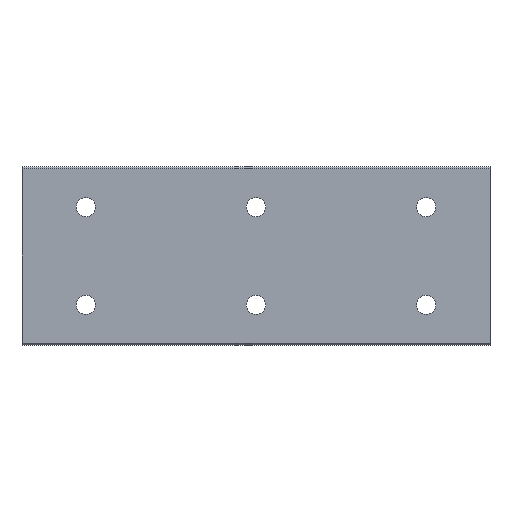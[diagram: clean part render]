
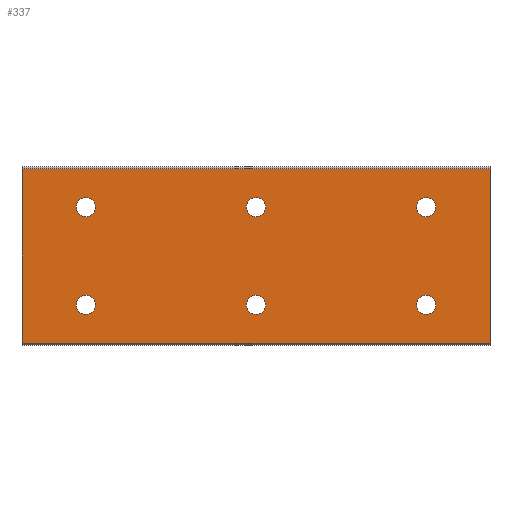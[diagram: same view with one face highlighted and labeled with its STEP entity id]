
A CAD part, front view. The second image highlights one B-rep face of the part: STEP entity #337.
In plain terms, the highlighted planar face has unit normal (0, -1, 0).
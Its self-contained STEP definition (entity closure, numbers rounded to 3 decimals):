
#6 = CARTESIAN_POINT ( 'NONE',  ( -15., 0., 20.5 ) ) ;
#8 = ORIENTED_EDGE ( 'NONE', *, *, #99, .F. ) ;
#27 = AXIS2_PLACEMENT_3D ( 'NONE', #928, #371, #918 ) ;
#32 = DIRECTION ( 'NONE',  ( 0., 0., 1. ) ) ;
#47 = DIRECTION ( 'NONE',  ( 0., -1., 0. ) ) ;
#59 = DIRECTION ( 'NONE',  ( 0., 0., 1. ) ) ;
#79 = ORIENTED_EDGE ( 'NONE', *, *, #1584, .F. ) ;
#91 = CIRCLE ( 'NONE', #153, 2.25 ) ;
#99 = EDGE_CURVE ( 'NONE', #366, #1441, #760, .T. ) ;
#107 = EDGE_CURVE ( 'NONE', #547, #508, #91, .T. ) ;
#152 = DIRECTION ( 'NONE',  ( 0., 0., 1. ) ) ;
#153 = AXIS2_PLACEMENT_3D ( 'NONE', #948, #655, #1735 ) ;
#163 = VERTEX_POINT ( 'NONE', #912 ) ;
#165 = EDGE_CURVE ( 'NONE', #841, #1634, #1044, .T. ) ;
#166 = ORIENTED_EDGE ( 'NONE', *, *, #107, .F. ) ;
#169 = DIRECTION ( 'NONE',  ( 0., 0., 1. ) ) ;
#195 = PLANE ( 'NONE',  #1365 ) ;
#206 = DIRECTION ( 'NONE',  ( 0., 0., -1. ) ) ;
#209 = CARTESIAN_POINT ( 'NONE',  ( 95., 0., -20.5 ) ) ;
#211 = EDGE_CURVE ( 'NONE', #812, #1395, #1224, .T. ) ;
#223 = CARTESIAN_POINT ( 'NONE',  ( 0., 0., -11.5 ) ) ;
#243 = DIRECTION ( 'NONE',  ( 0., -1., 0. ) ) ;
#246 = EDGE_CURVE ( 'NONE', #1693, #1650, #293, .T. ) ;
#255 = EDGE_LOOP ( 'NONE', ( #306, #1540 ) ) ;
#293 = CIRCLE ( 'NONE', #1364, 2.25 ) ;
#303 = EDGE_CURVE ( 'NONE', #1343, #163, #565, .T. ) ;
#306 = ORIENTED_EDGE ( 'NONE', *, *, #246, .F. ) ;
#316 = EDGE_LOOP ( 'NONE', ( #695, #8 ) ) ;
#317 = AXIS2_PLACEMENT_3D ( 'NONE', #1396, #1114, #694 ) ;
#322 = DIRECTION ( 'NONE',  ( 0., 1., 0. ) ) ;
#329 = EDGE_LOOP ( 'NONE', ( #562, #79, #1549, #1671 ) ) ;
#332 = CIRCLE ( 'NONE', #610, 2.25 ) ;
#337 = ADVANCED_FACE ( 'NONE', ( #1097, #1623, #424, #1000, #1273, #1132, #1402 ), #195, .F. ) ;
#347 = AXIS2_PLACEMENT_3D ( 'NONE', #846, #1256, #152 ) ;
#357 = ORIENTED_EDGE ( 'NONE', *, *, #476, .F. ) ;
#361 = VECTOR ( 'NONE', #463, 1000. ) ;
#366 = VERTEX_POINT ( 'NONE', #1611 ) ;
#371 = DIRECTION ( 'NONE',  ( 0., -1., 0. ) ) ;
#372 = CARTESIAN_POINT ( 'NONE',  ( 95., 0., 20.5 ) ) ;
#379 = DIRECTION ( 'NONE',  ( 0., 0., 1. ) ) ;
#386 = CARTESIAN_POINT ( 'NONE',  ( 0., 0., -9.25 ) ) ;
#417 = AXIS2_PLACEMENT_3D ( 'NONE', #1469, #243, #1461 ) ;
#424 = FACE_BOUND ( 'NONE', #907, .T. ) ;
#443 = CARTESIAN_POINT ( 'NONE',  ( 0., 0., 13.75 ) ) ;
#463 = DIRECTION ( 'NONE',  ( -1., 0., 0. ) ) ;
#467 = CIRCLE ( 'NONE', #774, 2.25 ) ;
#476 = EDGE_CURVE ( 'NONE', #1395, #812, #1023, .T. ) ;
#480 = DIRECTION ( 'NONE',  ( 0., 0., 1. ) ) ;
#508 = VERTEX_POINT ( 'NONE', #443 ) ;
#524 = VECTOR ( 'NONE', #32, 1000. ) ;
#525 = CIRCLE ( 'NONE', #417, 2.25 ) ;
#539 = DIRECTION ( 'NONE',  ( 0., 0., 1. ) ) ;
#543 = EDGE_CURVE ( 'NONE', #163, #1343, #1048, .T. ) ;
#547 = VERTEX_POINT ( 'NONE', #1128 ) ;
#559 = DIRECTION ( 'NONE',  ( 0., 0., 1. ) ) ;
#562 = ORIENTED_EDGE ( 'NONE', *, *, #1116, .F. ) ;
#565 = CIRCLE ( 'NONE', #347, 2.25 ) ;
#575 = LINE ( 'NONE', #6, #524 ) ;
#586 = ORIENTED_EDGE ( 'NONE', *, *, #1721, .F. ) ;
#610 = AXIS2_PLACEMENT_3D ( 'NONE', #1121, #1659, #1167 ) ;
#653 = CARTESIAN_POINT ( 'NONE',  ( 95., 0., 20.5 ) ) ;
#655 = DIRECTION ( 'NONE',  ( 0., -1., 0. ) ) ;
#691 = ORIENTED_EDGE ( 'NONE', *, *, #911, .F. ) ;
#694 = DIRECTION ( 'NONE',  ( 0., 0., 1. ) ) ;
#695 = ORIENTED_EDGE ( 'NONE', *, *, #1265, .F. ) ;
#696 = CARTESIAN_POINT ( 'NONE',  ( 80., 0., -13.75 ) ) ;
#707 = CARTESIAN_POINT ( 'NONE',  ( 80., 0., 9.25 ) ) ;
#718 = CARTESIAN_POINT ( 'NONE',  ( 95., 0., 20.5 ) ) ;
#724 = VECTOR ( 'NONE', #206, 1000. ) ;
#760 = CIRCLE ( 'NONE', #1193, 2.25 ) ;
#774 = AXIS2_PLACEMENT_3D ( 'NONE', #223, #1005, #480 ) ;
#794 = CARTESIAN_POINT ( 'NONE',  ( 40., 0., -9.25 ) ) ;
#803 = CARTESIAN_POINT ( 'NONE',  ( 80., 0., 11.5 ) ) ;
#812 = VERTEX_POINT ( 'NONE', #707 ) ;
#821 = VERTEX_POINT ( 'NONE', #1140 ) ;
#823 = CARTESIAN_POINT ( 'NONE',  ( 80., 0., 13.75 ) ) ;
#824 = CARTESIAN_POINT ( 'NONE',  ( 40., 0., -11.5 ) ) ;
#841 = VERTEX_POINT ( 'NONE', #1547 ) ;
#846 = CARTESIAN_POINT ( 'NONE',  ( 40., 0., -11.5 ) ) ;
#861 = CARTESIAN_POINT ( 'NONE',  ( -15., 0., -20.5 ) ) ;
#866 = CIRCLE ( 'NONE', #1122, 2.25 ) ;
#896 = CIRCLE ( 'NONE', #27, 2.25 ) ;
#907 = EDGE_LOOP ( 'NONE', ( #1576, #1181 ) ) ;
#911 = EDGE_CURVE ( 'NONE', #508, #547, #332, .T. ) ;
#912 = CARTESIAN_POINT ( 'NONE',  ( 40., 0., -13.75 ) ) ;
#918 = DIRECTION ( 'NONE',  ( 0., 0., 1. ) ) ;
#928 = CARTESIAN_POINT ( 'NONE',  ( 80., 0., -11.5 ) ) ;
#932 = CARTESIAN_POINT ( 'NONE',  ( 40., 0., 11.5 ) ) ;
#937 = ORIENTED_EDGE ( 'NONE', *, *, #211, .F. ) ;
#948 = CARTESIAN_POINT ( 'NONE',  ( 0., 0., 11.5 ) ) ;
#1000 = FACE_BOUND ( 'NONE', #1729, .T. ) ;
#1002 = LINE ( 'NONE', #1541, #724 ) ;
#1005 = DIRECTION ( 'NONE',  ( 0., -1., 0. ) ) ;
#1023 = CIRCLE ( 'NONE', #1283, 2.25 ) ;
#1033 = CARTESIAN_POINT ( 'NONE',  ( 0., 0., -13.75 ) ) ;
#1044 = LINE ( 'NONE', #372, #1073 ) ;
#1048 = CIRCLE ( 'NONE', #1105, 2.25 ) ;
#1070 = DIRECTION ( 'NONE',  ( 0., 0., 1. ) ) ;
#1073 = VECTOR ( 'NONE', #1454, 1000. ) ;
#1085 = EDGE_CURVE ( 'NONE', #1650, #1693, #467, .T. ) ;
#1097 = FACE_OUTER_BOUND ( 'NONE', #329, .T. ) ;
#1105 = AXIS2_PLACEMENT_3D ( 'NONE', #824, #1399, #559 ) ;
#1109 = ORIENTED_EDGE ( 'NONE', *, *, #1711, .F. ) ;
#1113 = VERTEX_POINT ( 'NONE', #861 ) ;
#1114 = DIRECTION ( 'NONE',  ( 0., -1., 0. ) ) ;
#1116 = EDGE_CURVE ( 'NONE', #821, #1113, #1279, .T. ) ;
#1121 = CARTESIAN_POINT ( 'NONE',  ( 0., 0., 11.5 ) ) ;
#1122 = AXIS2_PLACEMENT_3D ( 'NONE', #932, #1581, #379 ) ;
#1125 = CARTESIAN_POINT ( 'NONE',  ( 0., 0., -11.5 ) ) ;
#1128 = CARTESIAN_POINT ( 'NONE',  ( 0., 0., 9.25 ) ) ;
#1132 = FACE_BOUND ( 'NONE', #1328, .T. ) ;
#1140 = CARTESIAN_POINT ( 'NONE',  ( 95., 0., -20.5 ) ) ;
#1167 = DIRECTION ( 'NONE',  ( 0., 0., 1. ) ) ;
#1181 = ORIENTED_EDGE ( 'NONE', *, *, #543, .F. ) ;
#1193 = AXIS2_PLACEMENT_3D ( 'NONE', #1598, #1716, #539 ) ;
#1202 = DIRECTION ( 'NONE',  ( 0., -1., 0. ) ) ;
#1224 = CIRCLE ( 'NONE', #317, 2.25 ) ;
#1256 = DIRECTION ( 'NONE',  ( 0., -1., 0. ) ) ;
#1258 = CARTESIAN_POINT ( 'NONE',  ( 40., 0., 13.75 ) ) ;
#1265 = EDGE_CURVE ( 'NONE', #1441, #366, #866, .T. ) ;
#1273 = FACE_BOUND ( 'NONE', #316, .T. ) ;
#1279 = LINE ( 'NONE', #209, #361 ) ;
#1283 = AXIS2_PLACEMENT_3D ( 'NONE', #803, #1202, #1070 ) ;
#1328 = EDGE_LOOP ( 'NONE', ( #691, #166 ) ) ;
#1335 = CARTESIAN_POINT ( 'NONE',  ( 80., 0., -9.25 ) ) ;
#1343 = VERTEX_POINT ( 'NONE', #794 ) ;
#1364 = AXIS2_PLACEMENT_3D ( 'NONE', #1125, #47, #169 ) ;
#1365 = AXIS2_PLACEMENT_3D ( 'NONE', #718, #322, #59 ) ;
#1395 = VERTEX_POINT ( 'NONE', #823 ) ;
#1396 = CARTESIAN_POINT ( 'NONE',  ( 80., 0., 11.5 ) ) ;
#1399 = DIRECTION ( 'NONE',  ( 0., -1., 0. ) ) ;
#1402 = FACE_BOUND ( 'NONE', #1645, .T. ) ;
#1406 = VERTEX_POINT ( 'NONE', #696 ) ;
#1441 = VERTEX_POINT ( 'NONE', #1258 ) ;
#1443 = EDGE_CURVE ( 'NONE', #1113, #841, #575, .T. ) ;
#1454 = DIRECTION ( 'NONE',  ( 1., 0., 0. ) ) ;
#1461 = DIRECTION ( 'NONE',  ( 0., 0., 1. ) ) ;
#1469 = CARTESIAN_POINT ( 'NONE',  ( 80., 0., -11.5 ) ) ;
#1540 = ORIENTED_EDGE ( 'NONE', *, *, #1085, .F. ) ;
#1541 = CARTESIAN_POINT ( 'NONE',  ( 95., 0., 20.5 ) ) ;
#1547 = CARTESIAN_POINT ( 'NONE',  ( -15., 0., 20.5 ) ) ;
#1549 = ORIENTED_EDGE ( 'NONE', *, *, #165, .F. ) ;
#1576 = ORIENTED_EDGE ( 'NONE', *, *, #303, .F. ) ;
#1581 = DIRECTION ( 'NONE',  ( 0., -1., 0. ) ) ;
#1584 = EDGE_CURVE ( 'NONE', #1634, #821, #1002, .T. ) ;
#1598 = CARTESIAN_POINT ( 'NONE',  ( 40., 0., 11.5 ) ) ;
#1611 = CARTESIAN_POINT ( 'NONE',  ( 40., 0., 9.25 ) ) ;
#1612 = VERTEX_POINT ( 'NONE', #1335 ) ;
#1623 = FACE_BOUND ( 'NONE', #255, .T. ) ;
#1634 = VERTEX_POINT ( 'NONE', #653 ) ;
#1645 = EDGE_LOOP ( 'NONE', ( #586, #1109 ) ) ;
#1650 = VERTEX_POINT ( 'NONE', #1033 ) ;
#1659 = DIRECTION ( 'NONE',  ( 0., -1., 0. ) ) ;
#1671 = ORIENTED_EDGE ( 'NONE', *, *, #1443, .F. ) ;
#1693 = VERTEX_POINT ( 'NONE', #386 ) ;
#1711 = EDGE_CURVE ( 'NONE', #1406, #1612, #896, .T. ) ;
#1716 = DIRECTION ( 'NONE',  ( 0., -1., 0. ) ) ;
#1721 = EDGE_CURVE ( 'NONE', #1612, #1406, #525, .T. ) ;
#1729 = EDGE_LOOP ( 'NONE', ( #357, #937 ) ) ;
#1735 = DIRECTION ( 'NONE',  ( 0., 0., 1. ) ) ;
